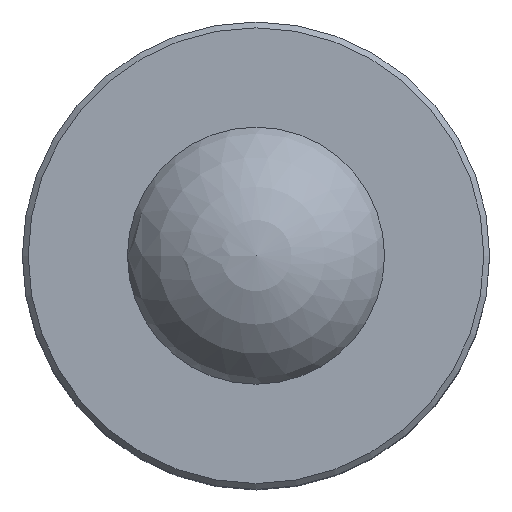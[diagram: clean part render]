
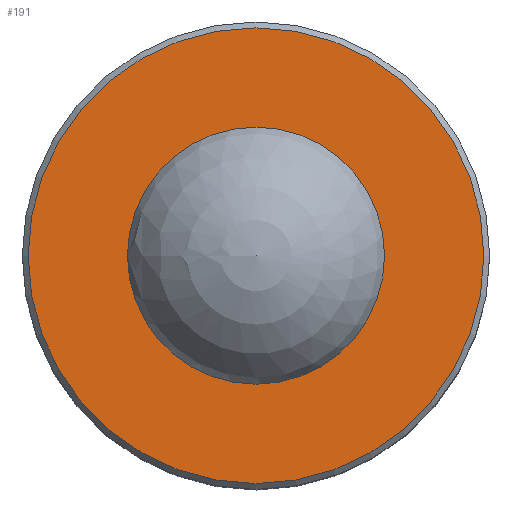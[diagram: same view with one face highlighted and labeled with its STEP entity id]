
A CAD part, top view. The second image highlights one B-rep face of the part: STEP entity #191.
In plain terms, the highlighted planar face has unit normal (0, 0, 1).
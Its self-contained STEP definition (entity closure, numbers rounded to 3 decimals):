
#29=FACE_BOUND('',#57,.T.);
#31=PLANE('',#225);
#41=FACE_OUTER_BOUND('',#56,.T.);
#56=EDGE_LOOP('',(#147));
#57=EDGE_LOOP('',(#148));
#85=CIRCLE('',#224,9.75);
#86=CIRCLE('',#226,5.5);
#95=VERTEX_POINT('',#306);
#96=VERTEX_POINT('',#310);
#114=EDGE_CURVE('',#95,#95,#85,.T.);
#116=EDGE_CURVE('',#96,#96,#86,.T.);
#147=ORIENTED_EDGE('',*,*,#114,.F.);
#148=ORIENTED_EDGE('',*,*,#116,.T.);
#191=ADVANCED_FACE('',(#41,#29),#31,.T.);
#224=AXIS2_PLACEMENT_3D('',#307,#258,#259);
#225=AXIS2_PLACEMENT_3D('',#309,#261,#262);
#226=AXIS2_PLACEMENT_3D('',#311,#263,#264);
#258=DIRECTION('center_axis',(0.,0.,-1.));
#259=DIRECTION('ref_axis',(1.,0.,0.));
#261=DIRECTION('center_axis',(0.,0.,1.));
#262=DIRECTION('ref_axis',(1.,0.,0.));
#263=DIRECTION('center_axis',(0.,0.,-1.));
#264=DIRECTION('ref_axis',(1.,0.,0.));
#306=CARTESIAN_POINT('',(-9.75,0.,15.));
#307=CARTESIAN_POINT('Origin',(0.,0.,15.));
#309=CARTESIAN_POINT('Origin',(0.,0.,15.));
#310=CARTESIAN_POINT('',(-5.5,0.,15.));
#311=CARTESIAN_POINT('Origin',(0.,0.,15.));
